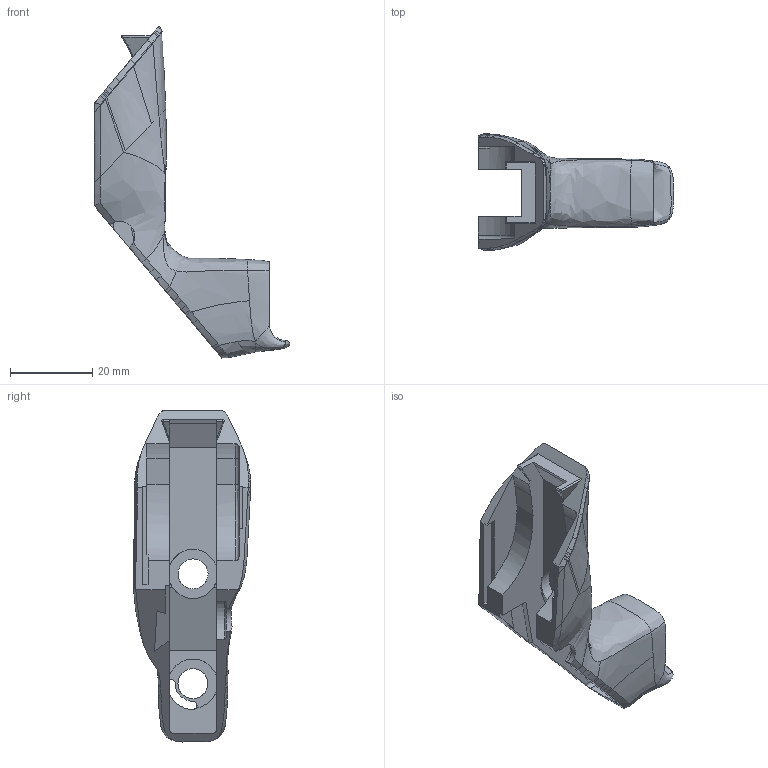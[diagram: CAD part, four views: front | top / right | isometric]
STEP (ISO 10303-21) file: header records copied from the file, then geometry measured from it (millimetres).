
FILE_DESCRIPTION(/* description */ (''),/* implementation_level */ '2;1');
FILE_NAME(/* name */ 'gehäuse hinten.step',/* time_stamp */ '2021-12-01T20:00:25+01:00',/* author */ (''),/* organization */ (''),/* preprocessor_version */ 'ST-DEVELOPER v18.1',/* originating_system */ 'Autodesk Translation Framework v10.10.0.1391',/* authorisation */ '');
FILE_SCHEMA (('AUTOMOTIVE_DESIGN { 1 0 10303 214 3 1 1 }'));
Length unit declared in the file: millimetre
Products named in the file (1): gehäuse hinten
Bounding box: 47.59 x 28.6 x 80.89 mm (x, y, z)
Volume: 11063.1 mm3; surface area: 8978.5 mm2
Topology: 1 solids, 1 shells, 192 faces, 544 edges, 350 vertices
Faces by surface type: bspline 117, plane 50, cylinder 21, torus 2, sphere 2
Full cylindrical faces by diameter (mm): 7.3 x1, 12 x1
Entity records: 15652 total; most frequent: CARTESIAN_POINT 11552, ORIENTED_EDGE 1084, EDGE_CURVE 542, DIRECTION 453, VERTEX_POINT 351, B_SPLINE_CURVE_WITH_KNOTS 288, EDGE_LOOP 197, FACE_OUTER_BOUND 192
